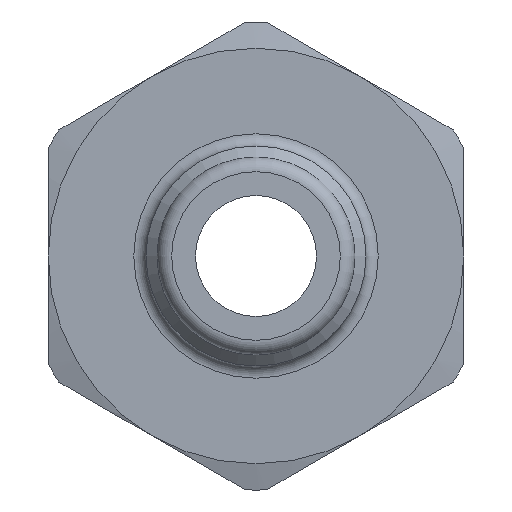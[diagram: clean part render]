
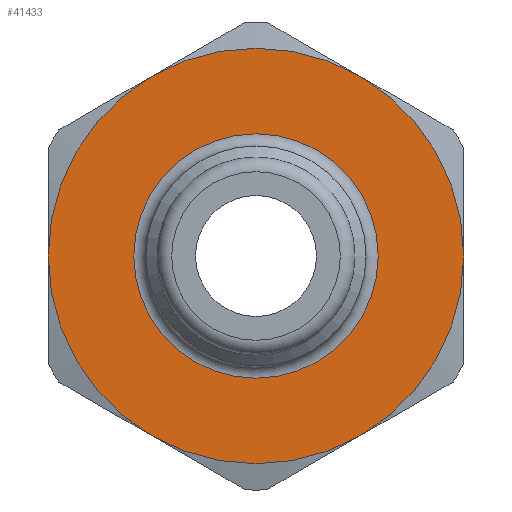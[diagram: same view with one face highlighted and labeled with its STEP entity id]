
A CAD part, left-side view. The second image highlights one B-rep face of the part: STEP entity #41433.
In plain terms, the highlighted planar face has unit normal (-1, 0, 0).
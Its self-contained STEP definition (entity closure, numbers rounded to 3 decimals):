
#41337=CARTESIAN_POINT('',(14.1,5.0,0.));
#41338=VERTEX_POINT('',#41337);
#41339=CARTESIAN_POINT('',(14.1,0.0,0.0));
#41340=DIRECTION('',(-1.0,0.0,0.0));
#41341=DIRECTION('',(0.0,-1.0,0.0));
#41342=AXIS2_PLACEMENT_3D('',#41339,#41340,#41341);
#41343=CIRCLE('',#41342,5.0);
#41344=EDGE_CURVE('',#41338,#41338,#41343,.T.);
#41369=CARTESIAN_POINT('',(14.1,6.5,0.0));
#41370=DIRECTION('',(-1.0,0.0,0.0));
#41371=DIRECTION('',(0.0,0.0,1.0));
#41372=AXIS2_PLACEMENT_3D('',#41369,#41370,#41371);
#41373=PLANE('',#41372);
#41374=CARTESIAN_POINT('',(14.1,8.5,0.0));
#41375=VERTEX_POINT('',#41374);
#41376=CARTESIAN_POINT('',(14.1,4.25,7.361));
#41377=VERTEX_POINT('',#41376);
#41378=CARTESIAN_POINT('',(14.1,0.0,0.0));
#41379=DIRECTION('',(1.0,0.0,0.0));
#41380=DIRECTION('',(0.0,1.0,0.0));
#41381=AXIS2_PLACEMENT_3D('',#41378,#41379,#41380);
#41382=CIRCLE('',#41381,8.5);
#41383=EDGE_CURVE('',#41375,#41377,#41382,.T.);
#41384=ORIENTED_EDGE('',*,*,#41383,.F.);
#41385=CARTESIAN_POINT('',(14.1,4.25,-7.361));
#41386=VERTEX_POINT('',#41385);
#41387=CARTESIAN_POINT('',(14.1,0.0,0.0));
#41388=DIRECTION('',(1.0,0.0,0.0));
#41389=DIRECTION('',(0.0,1.0,0.0));
#41390=AXIS2_PLACEMENT_3D('',#41387,#41388,#41389);
#41391=CIRCLE('',#41390,8.5);
#41392=EDGE_CURVE('',#41386,#41375,#41391,.T.);
#41393=ORIENTED_EDGE('',*,*,#41392,.F.);
#41394=CARTESIAN_POINT('',(14.1,-4.25,-7.361));
#41395=VERTEX_POINT('',#41394);
#41396=CARTESIAN_POINT('',(14.1,0.0,0.0));
#41397=DIRECTION('',(1.0,0.0,0.0));
#41398=DIRECTION('',(0.0,1.0,0.0));
#41399=AXIS2_PLACEMENT_3D('',#41396,#41397,#41398);
#41400=CIRCLE('',#41399,8.5);
#41401=EDGE_CURVE('',#41395,#41386,#41400,.T.);
#41402=ORIENTED_EDGE('',*,*,#41401,.F.);
#41403=CARTESIAN_POINT('',(14.1,-8.5,0.));
#41404=VERTEX_POINT('',#41403);
#41405=CARTESIAN_POINT('',(14.1,0.0,0.0));
#41406=DIRECTION('',(1.0,0.0,0.0));
#41407=DIRECTION('',(0.0,1.0,0.0));
#41408=AXIS2_PLACEMENT_3D('',#41405,#41406,#41407);
#41409=CIRCLE('',#41408,8.5);
#41410=EDGE_CURVE('',#41404,#41395,#41409,.T.);
#41411=ORIENTED_EDGE('',*,*,#41410,.F.);
#41412=CARTESIAN_POINT('',(14.1,-4.25,7.361));
#41413=VERTEX_POINT('',#41412);
#41414=CARTESIAN_POINT('',(14.1,0.0,0.0));
#41415=DIRECTION('',(1.0,0.0,0.0));
#41416=DIRECTION('',(0.0,1.0,0.0));
#41417=AXIS2_PLACEMENT_3D('',#41414,#41415,#41416);
#41418=CIRCLE('',#41417,8.5);
#41419=EDGE_CURVE('',#41413,#41404,#41418,.T.);
#41420=ORIENTED_EDGE('',*,*,#41419,.F.);
#41421=CARTESIAN_POINT('',(14.1,0.0,0.0));
#41422=DIRECTION('',(1.0,0.0,0.0));
#41423=DIRECTION('',(0.0,1.0,0.0));
#41424=AXIS2_PLACEMENT_3D('',#41421,#41422,#41423);
#41425=CIRCLE('',#41424,8.5);
#41426=EDGE_CURVE('',#41377,#41413,#41425,.T.);
#41427=ORIENTED_EDGE('',*,*,#41426,.F.);
#41428=EDGE_LOOP('',(#41384,#41393,#41402,#41411,#41420,#41427));
#41429=FACE_OUTER_BOUND('',#41428,.T.);
#41430=ORIENTED_EDGE('',*,*,#41344,.F.);
#41431=EDGE_LOOP('',(#41430));
#41432=FACE_BOUND('',#41431,.T.);
#41433=ADVANCED_FACE('',(#41429,#41432),#41373,.T.);
